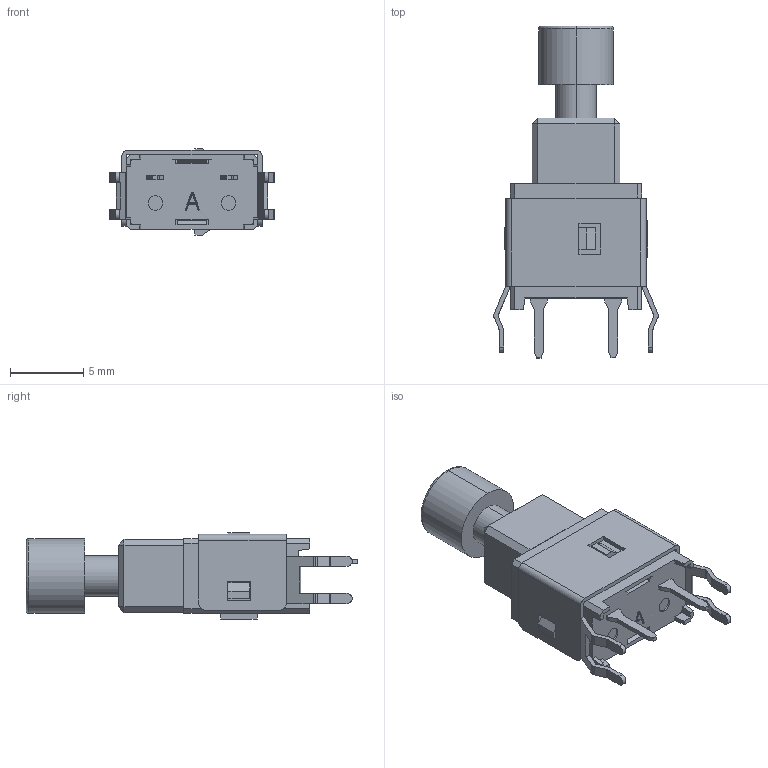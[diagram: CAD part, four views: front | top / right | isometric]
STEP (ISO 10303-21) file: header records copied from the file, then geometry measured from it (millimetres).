
FILE_DESCRIPTION (( 'STEP AP214' ), '1' );
FILE_NAME ('CUI_DEVICES_MPB01-1B54-SB-CAP-WT-D.step', '2021-06-16T20:21:44', ( '' ), ( '' ), 'SwSTEP 2.0', 'SolidWorks 2021', '' );
FILE_SCHEMA (( 'AUTOMOTIVE_DESIGN' ));
Length unit declared in the file: inch
Products named in the file (5): MPB01-B; CUI_DEVICES_MPB01-1B54-SB-CAP-WT-D; MPB-CAP(MPB-CAP-WHITE); MPB01 ACTUATOR; MPB01 HOUSING(B CIRCUIT)
Assembly tree (4 placements, depth 2):
  CUI_DEVICES_MPB01-1B54-SB-CAP-WT-D
    MPB01 HOUSING(B CIRCUIT)
    MPB01-B
    MPB01 ACTUATOR
    MPB-CAP(MPB-CAP-WHITE)
Bounding box: 11.25 x 22.7 x 5.9 mm (x, y, z)
Volume: 526.8 mm3; surface area: 1564 mm2
Topology: 4 solids, 4 shells, 449 faces, 1218 edges, 783 vertices
Faces by surface type: plane 293, cylinder 81, bspline 60, cone 6, sphere 5, torus 4
Entity records: 16264 total; most frequent: CARTESIAN_POINT 4762, ORIENTED_EDGE 2432, DIRECTION 2037, EDGE_CURVE 1216, LINE 907, VECTOR 907, VERTEX_POINT 783, AXIS2_PLACEMENT_3D 565
